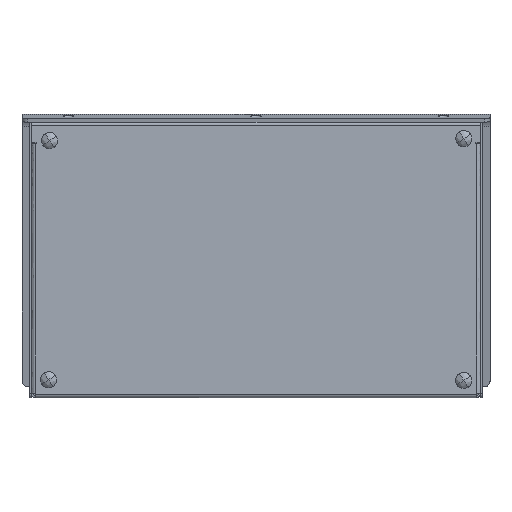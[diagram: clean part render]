
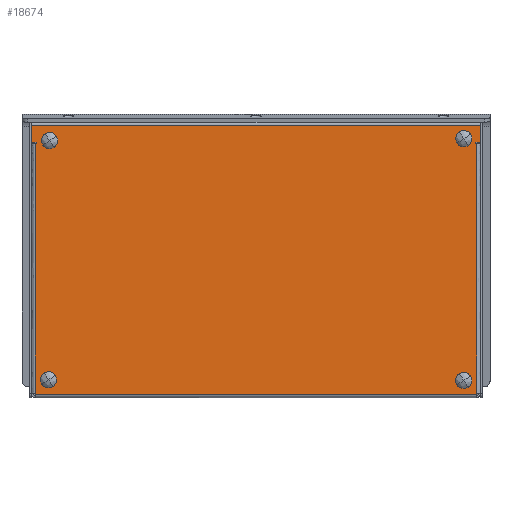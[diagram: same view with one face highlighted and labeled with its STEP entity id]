
A CAD part, front view. The second image highlights one B-rep face of the part: STEP entity #18674.
In plain terms, the highlighted free-form (B-spline) face has degree [1, 1] with [2, 2] control points.
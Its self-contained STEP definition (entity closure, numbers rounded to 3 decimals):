
#17468=CARTESIAN_POINT('',(119.918,0.,-147.515));
#17469=VERTEX_POINT('',#17468);
#17507=CARTESIAN_POINT('',(-119.918,0.,-147.515));
#17508=VERTEX_POINT('',#17507);
#17916=CARTESIAN_POINT('',(119.918,0.,-147.515));
#17917=CARTESIAN_POINT('',(-119.918,0.,-147.515));
#17918=B_SPLINE_CURVE_WITH_KNOTS('',1,(#17916,#17917),.UNSPECIFIED.,.F.,.F.,(2,2),(0.0,239.837),.UNSPECIFIED.);
#17919=EDGE_CURVE('',#17469,#17508,#17918,.T.);
#18547=CARTESIAN_POINT('',(-121.92,0.0,-147.515));
#18548=CARTESIAN_POINT('',(121.92,0.0,-147.515));
#18549=CARTESIAN_POINT('',(-121.92,0.0,-1.621));
#18550=CARTESIAN_POINT('',(121.92,0.0,-1.621));
#18551=B_SPLINE_SURFACE_WITH_KNOTS('',1,1,((#18547,#18548),(#18549,#18550)),.UNSPECIFIED.,.F.,.F.,.U.,(2,2),(2,2),(-147.515,-1.621),(-243.84,0.0),.UNSPECIFIED.);
#18552=CARTESIAN_POINT('',(119.918,0.0,-11.43));
#18553=VERTEX_POINT('',#18552);
#18554=CARTESIAN_POINT('',(119.918,0.,-147.515));
#18555=CARTESIAN_POINT('',(119.918,0.,-11.43));
#18556=B_SPLINE_CURVE_WITH_KNOTS('',1,(#18554,#18555),.UNSPECIFIED.,.F.,.F.,(2,2),(0.0,136.085),.UNSPECIFIED.);
#18557=EDGE_CURVE('',#17469,#18553,#18556,.T.);
#18558=ORIENTED_EDGE('',*,*,#18557,.T.);
#18559=CARTESIAN_POINT('',(119.311,0.,-11.43));
#18560=VERTEX_POINT('',#18559);
#18561=CARTESIAN_POINT('',(119.311,0.,-11.43));
#18562=CARTESIAN_POINT('',(119.918,0.0,-11.43));
#18563=B_SPLINE_CURVE_WITH_KNOTS('',1,(#18561,#18562),.UNSPECIFIED.,.F.,.F.,(2,2),(0.0,0.607),.UNSPECIFIED.);
#18564=EDGE_CURVE('',#18560,#18553,#18563,.T.);
#18565=ORIENTED_EDGE('',*,*,#18564,.F.);
#18566=CARTESIAN_POINT('',(119.311,0.0,-10.823));
#18567=VERTEX_POINT('',#18566);
#18568=CARTESIAN_POINT('',(119.311,0.0,-10.823));
#18569=CARTESIAN_POINT('',(119.284,0.0,-10.823));
#18570=CARTESIAN_POINT('',(119.258,0.0,-10.826));
#18571=CARTESIAN_POINT('',(119.23,0.0,-10.832));
#18572=CARTESIAN_POINT('',(119.179,0.0,-10.85));
#18573=CARTESIAN_POINT('',(119.133,0.0,-10.879));
#18574=CARTESIAN_POINT('',(119.111,0.0,-10.896));
#18575=CARTESIAN_POINT('',(119.073,0.0,-10.934));
#18576=CARTESIAN_POINT('',(119.044,0.0,-10.98));
#18577=CARTESIAN_POINT('',(119.031,0.0,-11.005));
#18578=CARTESIAN_POINT('',(119.013,0.0,-11.056));
#18579=CARTESIAN_POINT('',(119.007,0.0,-11.11));
#18580=CARTESIAN_POINT('',(119.006,0.0,-11.138));
#18581=CARTESIAN_POINT('',(119.012,0.0,-11.191));
#18582=CARTESIAN_POINT('',(119.029,0.0,-11.243));
#18583=CARTESIAN_POINT('',(119.041,0.0,-11.268));
#18584=CARTESIAN_POINT('',(119.069,0.0,-11.314));
#18585=CARTESIAN_POINT('',(119.107,0.0,-11.353));
#18586=CARTESIAN_POINT('',(119.129,0.0,-11.371));
#18587=CARTESIAN_POINT('',(119.175,0.0,-11.401));
#18588=CARTESIAN_POINT('',(119.227,0.0,-11.42));
#18589=CARTESIAN_POINT('',(119.255,0.0,-11.427));
#18590=CARTESIAN_POINT('',(119.283,0.0,-11.43));
#18591=CARTESIAN_POINT('',(119.311,0.0,-11.43));
#18592=B_SPLINE_CURVE_WITH_KNOTS('',5,(#18568,#18569,#18570,#18571,#18572,#18573,#18574,#18575,#18576,#18577,#18578,#18579,#18580,#18581,#18582,#18583,#18584,#18585,#18586,#18587,#18588,#18589,#18590,#18591),.UNSPECIFIED.,.F.,.F.,(6,3,3,3,3,3,3,6),(0.0,0.191,0.382,0.573,0.765,0.956,1.147,1.346),.UNSPECIFIED.);
#18593=EDGE_CURVE('',#18567,#18560,#18592,.T.);
#18594=ORIENTED_EDGE('',*,*,#18593,.F.);
#18595=CARTESIAN_POINT('',(121.92,0.0,-10.823));
#18596=VERTEX_POINT('',#18595);
#18597=CARTESIAN_POINT('',(121.92,0.0,-10.823));
#18598=CARTESIAN_POINT('',(119.311,0.0,-10.823));
#18599=B_SPLINE_CURVE_WITH_KNOTS('',1,(#18597,#18598),.UNSPECIFIED.,.F.,.F.,(2,2),(0.0,2.609),.UNSPECIFIED.);
#18600=EDGE_CURVE('',#18596,#18567,#18599,.T.);
#18601=ORIENTED_EDGE('',*,*,#18600,.F.);
#18602=CARTESIAN_POINT('',(121.92,0.0,-1.621));
#18603=VERTEX_POINT('',#18602);
#18604=CARTESIAN_POINT('',(121.92,0.0,-1.621));
#18605=CARTESIAN_POINT('',(121.92,0.0,-10.823));
#18606=B_SPLINE_CURVE_WITH_KNOTS('',1,(#18604,#18605),.UNSPECIFIED.,.F.,.F.,(2,2),(0.0,9.202),.UNSPECIFIED.);
#18607=EDGE_CURVE('',#18603,#18596,#18606,.T.);
#18608=ORIENTED_EDGE('',*,*,#18607,.F.);
#18609=CARTESIAN_POINT('',(-121.92,0.0,-1.621));
#18610=VERTEX_POINT('',#18609);
#18611=CARTESIAN_POINT('',(121.92,0.0,-1.621));
#18612=CARTESIAN_POINT('',(-121.92,0.0,-1.621));
#18613=B_SPLINE_CURVE_WITH_KNOTS('',1,(#18611,#18612),.UNSPECIFIED.,.F.,.F.,(2,2),(0.0,243.84),.UNSPECIFIED.);
#18614=EDGE_CURVE('',#18603,#18610,#18613,.T.);
#18615=ORIENTED_EDGE('',*,*,#18614,.T.);
#18616=CARTESIAN_POINT('',(-121.92,0.0,-10.823));
#18617=VERTEX_POINT('',#18616);
#18618=CARTESIAN_POINT('',(-121.92,0.0,-1.621));
#18619=CARTESIAN_POINT('',(-121.92,0.0,-10.823));
#18620=B_SPLINE_CURVE_WITH_KNOTS('',1,(#18618,#18619),.UNSPECIFIED.,.F.,.F.,(2,2),(0.0,9.202),.UNSPECIFIED.);
#18621=EDGE_CURVE('',#18610,#18617,#18620,.T.);
#18622=ORIENTED_EDGE('',*,*,#18621,.T.);
#18623=CARTESIAN_POINT('',(-119.311,0.,-10.823));
#18624=VERTEX_POINT('',#18623);
#18625=CARTESIAN_POINT('',(-119.311,0.,-10.823));
#18626=CARTESIAN_POINT('',(-121.92,0.0,-10.823));
#18627=B_SPLINE_CURVE_WITH_KNOTS('',1,(#18625,#18626),.UNSPECIFIED.,.F.,.F.,(2,2),(0.0,2.609),.UNSPECIFIED.);
#18628=EDGE_CURVE('',#18624,#18617,#18627,.T.);
#18629=ORIENTED_EDGE('',*,*,#18628,.F.);
#18630=CARTESIAN_POINT('',(-119.311,0.0,-11.43));
#18631=VERTEX_POINT('',#18630);
#18632=CARTESIAN_POINT('',(-119.311,0.0,-11.43));
#18633=CARTESIAN_POINT('',(-119.284,0.0,-11.43));
#18634=CARTESIAN_POINT('',(-119.258,0.0,-11.427));
#18635=CARTESIAN_POINT('',(-119.23,0.0,-11.421));
#18636=CARTESIAN_POINT('',(-119.179,0.0,-11.403));
#18637=CARTESIAN_POINT('',(-119.133,0.0,-11.374));
#18638=CARTESIAN_POINT('',(-119.111,0.0,-11.357));
#18639=CARTESIAN_POINT('',(-119.073,0.0,-11.319));
#18640=CARTESIAN_POINT('',(-119.044,0.0,-11.273));
#18641=CARTESIAN_POINT('',(-119.031,0.0,-11.248));
#18642=CARTESIAN_POINT('',(-119.013,0.0,-11.197));
#18643=CARTESIAN_POINT('',(-119.007,0.0,-11.143));
#18644=CARTESIAN_POINT('',(-119.006,0.0,-11.115));
#18645=CARTESIAN_POINT('',(-119.012,0.0,-11.061));
#18646=CARTESIAN_POINT('',(-119.029,0.0,-11.01));
#18647=CARTESIAN_POINT('',(-119.041,0.0,-10.985));
#18648=CARTESIAN_POINT('',(-119.069,0.0,-10.939));
#18649=CARTESIAN_POINT('',(-119.107,0.0,-10.9));
#18650=CARTESIAN_POINT('',(-119.129,0.0,-10.882));
#18651=CARTESIAN_POINT('',(-119.175,0.0,-10.852));
#18652=CARTESIAN_POINT('',(-119.227,0.0,-10.833));
#18653=CARTESIAN_POINT('',(-119.255,0.0,-10.826));
#18654=CARTESIAN_POINT('',(-119.283,0.0,-10.823));
#18655=CARTESIAN_POINT('',(-119.311,0.0,-10.823));
#18656=B_SPLINE_CURVE_WITH_KNOTS('',5,(#18632,#18633,#18634,#18635,#18636,#18637,#18638,#18639,#18640,#18641,#18642,#18643,#18644,#18645,#18646,#18647,#18648,#18649,#18650,#18651,#18652,#18653,#18654,#18655),.UNSPECIFIED.,.F.,.F.,(6,3,3,3,3,3,3,6),(0.0,0.191,0.382,0.573,0.765,0.956,1.147,1.346),.UNSPECIFIED.);
#18657=EDGE_CURVE('',#18631,#18624,#18656,.T.);
#18658=ORIENTED_EDGE('',*,*,#18657,.F.);
#18659=CARTESIAN_POINT('',(-119.918,0.0,-11.43));
#18660=VERTEX_POINT('',#18659);
#18661=CARTESIAN_POINT('',(-119.918,0.0,-11.43));
#18662=CARTESIAN_POINT('',(-119.311,0.0,-11.43));
#18663=B_SPLINE_CURVE_WITH_KNOTS('',1,(#18661,#18662),.UNSPECIFIED.,.F.,.F.,(2,2),(0.0,0.607),.UNSPECIFIED.);
#18664=EDGE_CURVE('',#18660,#18631,#18663,.T.);
#18665=ORIENTED_EDGE('',*,*,#18664,.F.);
#18666=CARTESIAN_POINT('',(-119.918,0.0,-11.43));
#18667=CARTESIAN_POINT('',(-119.918,0.,-147.515));
#18668=B_SPLINE_CURVE_WITH_KNOTS('',1,(#18666,#18667),.UNSPECIFIED.,.F.,.F.,(2,2),(0.0,136.085),.UNSPECIFIED.);
#18669=EDGE_CURVE('',#18660,#17508,#18668,.T.);
#18670=ORIENTED_EDGE('',*,*,#18669,.T.);
#18671=ORIENTED_EDGE('',*,*,#17919,.F.);
#18672=EDGE_LOOP('',(#18558,#18565,#18594,#18601,#18608,#18615,#18622,#18629,#18658,#18665,#18670,#18671));
#18673=FACE_BOUND('',#18672,.T.);
#18674=ADVANCED_FACE('',(#18673),#18551,.F.);
